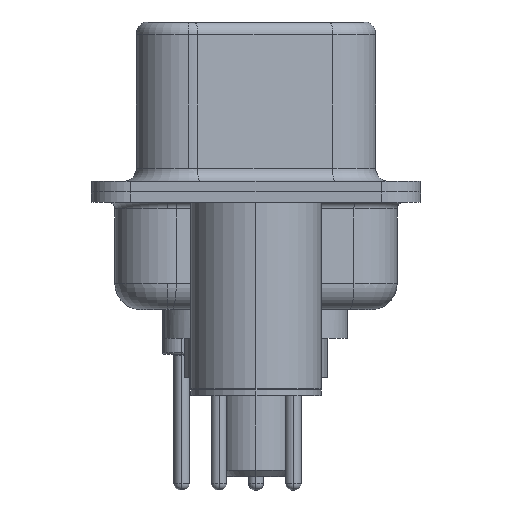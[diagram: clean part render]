
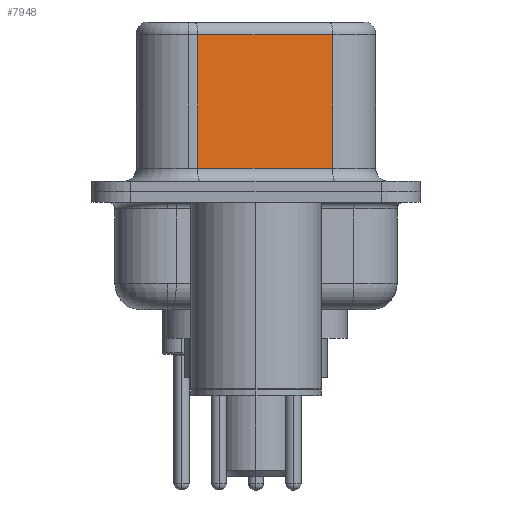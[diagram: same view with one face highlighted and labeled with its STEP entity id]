
A CAD part, left-side view. The second image highlights one B-rep face of the part: STEP entity #7948.
In plain terms, the highlighted planar face has unit normal (-0.985, -0.174, 0).
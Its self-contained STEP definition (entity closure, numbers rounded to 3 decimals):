
#1242 = ORIENTED_EDGE ( 'NONE', *, *, #17397, .T. ) ;
#1523 = VECTOR ( 'NONE', #2913, 1000. ) ;
#1564 = DIRECTION ( 'NONE',  ( -0.174, 0.985, 0. ) ) ;
#1700 = PLANE ( 'NONE',  #17235 ) ;
#2354 = VERTEX_POINT ( 'NONE', #7573 ) ;
#2742 = VECTOR ( 'NONE', #20759, 1000. ) ;
#2913 = DIRECTION ( 'NONE',  ( 0.174, -0.985, 0. ) ) ;
#3942 = ORIENTED_EDGE ( 'NONE', *, *, #11122, .T. ) ;
#4191 = VECTOR ( 'NONE', #21115, 1000. ) ;
#6122 = CARTESIAN_POINT ( 'NONE',  ( 3.675, 2.233, 0.9 ) ) ;
#6329 = DIRECTION ( 'NONE',  ( -0.174, 0.985, 0. ) ) ;
#7482 = CARTESIAN_POINT ( 'NONE',  ( 3.675, 2.233, 6.52 ) ) ;
#7573 = CARTESIAN_POINT ( 'NONE',  ( 4.585, -2.927, 6.02 ) ) ;
#7948 = ADVANCED_FACE ( 'NONE', ( #14114 ), #1700, .F. ) ;
#8593 = EDGE_LOOP ( 'NONE', ( #16556, #14394, #3942, #1242 ) ) ;
#9261 = VERTEX_POINT ( 'NONE', #20978 ) ;
#9562 = CARTESIAN_POINT ( 'NONE',  ( 3.675, 2.233, 6.02 ) ) ;
#10204 = LINE ( 'NONE', #19249, #1523 ) ;
#11085 = LINE ( 'NONE', #17622, #4191 ) ;
#11122 = EDGE_CURVE ( 'NONE', #15148, #20534, #18880, .T. ) ;
#12014 = EDGE_CURVE ( 'NONE', #2354, #9261, #11085, .T. ) ;
#13947 = EDGE_CURVE ( 'NONE', #2354, #15148, #14470, .T. ) ;
#14114 = FACE_OUTER_BOUND ( 'NONE', #8593, .T. ) ;
#14394 = ORIENTED_EDGE ( 'NONE', *, *, #13947, .T. ) ;
#14470 = LINE ( 'NONE', #21120, #17507 ) ;
#14858 = DIRECTION ( 'NONE',  ( 0.985, 0.174, 0. ) ) ;
#15148 = VERTEX_POINT ( 'NONE', #9562 ) ;
#16556 = ORIENTED_EDGE ( 'NONE', *, *, #12014, .F. ) ;
#17235 = AXIS2_PLACEMENT_3D ( 'NONE', #18213, #14858, #1564 ) ;
#17397 = EDGE_CURVE ( 'NONE', #20534, #9261, #10204, .T. ) ;
#17507 = VECTOR ( 'NONE', #6329, 1000. ) ;
#17622 = CARTESIAN_POINT ( 'NONE',  ( 4.585, -2.927, 6.52 ) ) ;
#18213 = CARTESIAN_POINT ( 'NONE',  ( 4.585, -2.927, 6.52 ) ) ;
#18880 = LINE ( 'NONE', #7482, #2742 ) ;
#19249 = CARTESIAN_POINT ( 'NONE',  ( 4.585, -2.927, 0.9 ) ) ;
#20534 = VERTEX_POINT ( 'NONE', #6122 ) ;
#20759 = DIRECTION ( 'NONE',  ( 0., 0., -1. ) ) ;
#20978 = CARTESIAN_POINT ( 'NONE',  ( 4.585, -2.927, 0.9 ) ) ;
#21115 = DIRECTION ( 'NONE',  ( 0., 0., -1. ) ) ;
#21120 = CARTESIAN_POINT ( 'NONE',  ( 4.585, -2.927, 6.02 ) ) ;
